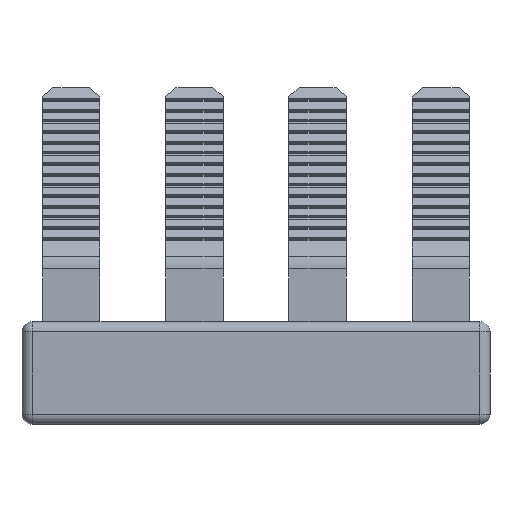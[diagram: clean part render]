
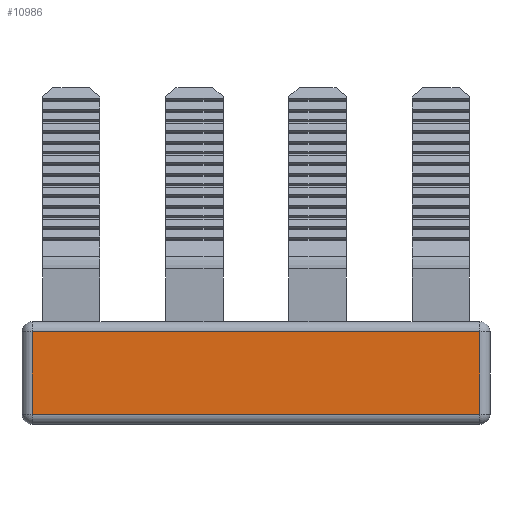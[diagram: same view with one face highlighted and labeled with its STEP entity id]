
A CAD part, front view. The second image highlights one B-rep face of the part: STEP entity #10986.
In plain terms, the highlighted planar face has unit normal (0, -1, 0).
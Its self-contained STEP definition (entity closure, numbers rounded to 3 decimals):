
#188 = DIRECTION ( 'NONE',  ( 0., 0., -1. ) ) ;
#445 = EDGE_CURVE ( 'NONE', #11400, #7894, #10837, .T. ) ;
#783 = VERTEX_POINT ( 'NONE', #5023 ) ;
#883 = CARTESIAN_POINT ( 'NONE',  ( 0., -1.1, 0. ) ) ;
#1683 = VERTEX_POINT ( 'NONE', #15695 ) ;
#2281 = CARTESIAN_POINT ( 'NONE',  ( -7.1, -1.1, 3.927 ) ) ;
#3254 = VECTOR ( 'NONE', #9141, 1000. ) ;
#3570 = CARTESIAN_POINT ( 'NONE',  ( -7.1, -1.1, 3.927 ) ) ;
#4316 = ORIENTED_EDGE ( 'NONE', *, *, #445, .T. ) ;
#5023 = CARTESIAN_POINT ( 'NONE',  ( -28.9, -1.1, -0.073 ) ) ;
#5327 = VECTOR ( 'NONE', #188, 1000. ) ;
#5511 = ORIENTED_EDGE ( 'NONE', *, *, #15202, .T. ) ;
#6488 = VECTOR ( 'NONE', #7443, 1000. ) ;
#6837 = EDGE_CURVE ( 'NONE', #7894, #783, #15635, .T. ) ;
#7443 = DIRECTION ( 'NONE',  ( 0., 0., 1. ) ) ;
#7887 = AXIS2_PLACEMENT_3D ( 'NONE', #883, #11219, #16401 ) ;
#7894 = VERTEX_POINT ( 'NONE', #10123 ) ;
#8213 = CARTESIAN_POINT ( 'NONE',  ( -28.9, -1.1, 3.927 ) ) ;
#8380 = DIRECTION ( 'NONE',  ( -1., 0., 0. ) ) ;
#9141 = DIRECTION ( 'NONE',  ( 1., 0., 0. ) ) ;
#9391 = LINE ( 'NONE', #12958, #3254 ) ;
#9869 = FACE_OUTER_BOUND ( 'NONE', #16736, .T. ) ;
#10123 = CARTESIAN_POINT ( 'NONE',  ( -28.9, -1.1, 3.927 ) ) ;
#10837 = LINE ( 'NONE', #8213, #12916 ) ;
#10986 = ADVANCED_FACE ( 'NONE', ( #9869 ), #15042, .T. ) ;
#11219 = DIRECTION ( 'NONE',  ( 0., -1., 0. ) ) ;
#11400 = VERTEX_POINT ( 'NONE', #3570 ) ;
#12916 = VECTOR ( 'NONE', #8380, 1000. ) ;
#12958 = CARTESIAN_POINT ( 'NONE',  ( 28.9, -1.1, -0.073 ) ) ;
#13168 = CARTESIAN_POINT ( 'NONE',  ( -28.9, -1.1, -0.073 ) ) ;
#14145 = ORIENTED_EDGE ( 'NONE', *, *, #6837, .T. ) ;
#15042 = PLANE ( 'NONE',  #7887 ) ;
#15160 = EDGE_CURVE ( 'NONE', #1683, #11400, #16690, .T. ) ;
#15202 = EDGE_CURVE ( 'NONE', #783, #1683, #9391, .T. ) ;
#15631 = ORIENTED_EDGE ( 'NONE', *, *, #15160, .T. ) ;
#15635 = LINE ( 'NONE', #13168, #5327 ) ;
#15695 = CARTESIAN_POINT ( 'NONE',  ( -7.1, -1.1, -0.073 ) ) ;
#16401 = DIRECTION ( 'NONE',  ( 0., 0., -1. ) ) ;
#16690 = LINE ( 'NONE', #2281, #6488 ) ;
#16736 = EDGE_LOOP ( 'NONE', ( #5511, #15631, #4316, #14145 ) ) ;
